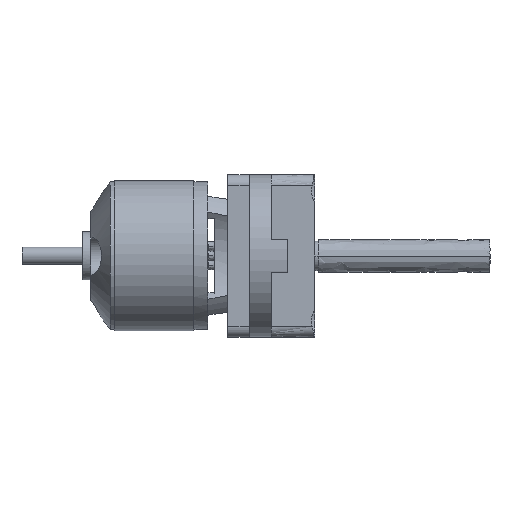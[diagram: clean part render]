
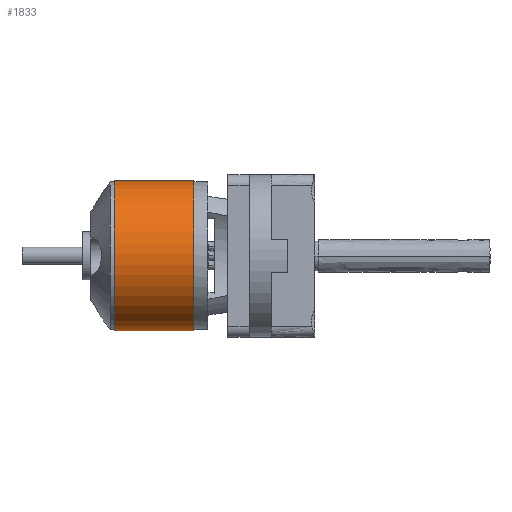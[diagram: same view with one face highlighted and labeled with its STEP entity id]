
A CAD part, front view. The second image highlights one B-rep face of the part: STEP entity #1833.
In plain terms, the highlighted free-form (B-spline) face has degree [2, 1] with [5, 2] control points.
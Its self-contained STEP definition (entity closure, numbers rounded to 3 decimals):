
#919 = VERTEX_POINT('',#920);
#920 = CARTESIAN_POINT('',(5.781,0.,
    -13.698));
#921 = VERTEX_POINT('',#922);
#922 = CARTESIAN_POINT('',(5.781,0.,
    13.698));
#930 = EDGE_CURVE('',#921,#931,#933,.T.);
#931 = VERTEX_POINT('',#932);
#932 = CARTESIAN_POINT('',(20.258,0.,
    13.698));
#933 = B_SPLINE_CURVE_WITH_KNOTS('',1,(#934,#935),.UNSPECIFIED.,.F.,.F.,
  (2,2),(-23.114,-8.484),.PIECEWISE_BEZIER_KNOTS.);
#934 = CARTESIAN_POINT('',(5.781,0.,
    13.698));
#935 = CARTESIAN_POINT('',(20.258,0.,
    13.698));
#938 = VERTEX_POINT('',#939);
#939 = CARTESIAN_POINT('',(20.258,0.,
    -13.698));
#947 = EDGE_CURVE('',#919,#938,#948,.T.);
#948 = B_SPLINE_CURVE_WITH_KNOTS('',1,(#949,#950),.UNSPECIFIED.,.F.,.F.,
  (2,2),(-23.114,-8.484),.PIECEWISE_BEZIER_KNOTS.);
#949 = CARTESIAN_POINT('',(5.781,0.,
    -13.698));
#950 = CARTESIAN_POINT('',(20.258,0.,
    -13.698));
#1821 = EDGE_CURVE('',#921,#919,#1822,.T.);
#1822 = ( BOUNDED_CURVE() B_SPLINE_CURVE(2,(#1823,#1824,#1825,#1826,
#1827),.UNSPECIFIED.,.F.,.F.) B_SPLINE_CURVE_WITH_KNOTS((3,2,3),(
    3.142,4.712,6.283),
.PIECEWISE_BEZIER_KNOTS.) CURVE() GEOMETRIC_REPRESENTATION_ITEM() 
RATIONAL_B_SPLINE_CURVE((1.,0.707,1.,0.707,1.)) 
REPRESENTATION_ITEM('') );
#1823 = CARTESIAN_POINT('',(5.781,0.,
    13.698));
#1824 = CARTESIAN_POINT('',(5.781,-13.698,
    13.698));
#1825 = CARTESIAN_POINT('',(5.781,-13.698,
    0.));
#1826 = CARTESIAN_POINT('',(5.781,-13.698,
    -13.698));
#1827 = CARTESIAN_POINT('',(5.781,0.,
    -13.698));
#1833 = ADVANCED_FACE('',(#1834),#1847,.T.);
#1834 = FACE_BOUND('',#1835,.T.);
#1835 = EDGE_LOOP('',(#1836,#1837,#1838,#1839));
#1836 = ORIENTED_EDGE('',*,*,#930,.F.);
#1837 = ORIENTED_EDGE('',*,*,#1821,.T.);
#1838 = ORIENTED_EDGE('',*,*,#947,.T.);
#1839 = ORIENTED_EDGE('',*,*,#1840,.F.);
#1840 = EDGE_CURVE('',#931,#938,#1841,.T.);
#1841 = ( BOUNDED_CURVE() B_SPLINE_CURVE(2,(#1842,#1843,#1844,#1845,
#1846),.UNSPECIFIED.,.F.,.F.) B_SPLINE_CURVE_WITH_KNOTS((3,2,3),(
    3.142,4.712,6.283),
.PIECEWISE_BEZIER_KNOTS.) CURVE() GEOMETRIC_REPRESENTATION_ITEM() 
RATIONAL_B_SPLINE_CURVE((1.,0.707,1.,0.707,1.)) 
REPRESENTATION_ITEM('') );
#1842 = CARTESIAN_POINT('',(20.258,0.,
    13.698));
#1843 = CARTESIAN_POINT('',(20.258,-13.698,
    13.698));
#1844 = CARTESIAN_POINT('',(20.258,-13.698,
    0.));
#1845 = CARTESIAN_POINT('',(20.258,-13.698,
    -13.698));
#1846 = CARTESIAN_POINT('',(20.258,0.,
    -13.698));
#1847 = ( BOUNDED_SURFACE() B_SPLINE_SURFACE(2,1,(
    (#1848,#1849)
    ,(#1850,#1851)
    ,(#1852,#1853)
    ,(#1854,#1855)
    ,(#1856,#1857
)),.UNSPECIFIED.,.F.,.F.,.F.) B_SPLINE_SURFACE_WITH_KNOTS((3,2,3),(2,2),
  (3.142,4.712,6.283),(-23.114,-8.484),
.PIECEWISE_BEZIER_KNOTS.) GEOMETRIC_REPRESENTATION_ITEM() 
RATIONAL_B_SPLINE_SURFACE((
    (1.,1.)
    ,(0.707,0.707)
    ,(1.,1.)
    ,(0.707,0.707)
,(1.,1.))) REPRESENTATION_ITEM('') SURFACE() );
#1848 = CARTESIAN_POINT('',(5.781,0.,
    13.698));
#1849 = CARTESIAN_POINT('',(20.258,0.,
    13.698));
#1850 = CARTESIAN_POINT('',(5.781,-13.698,
    13.698));
#1851 = CARTESIAN_POINT('',(20.258,-13.698,
    13.698));
#1852 = CARTESIAN_POINT('',(5.781,-13.698,
    0.));
#1853 = CARTESIAN_POINT('',(20.258,-13.698,
    0.));
#1854 = CARTESIAN_POINT('',(5.781,-13.698,
    -13.698));
#1855 = CARTESIAN_POINT('',(20.258,-13.698,
    -13.698));
#1856 = CARTESIAN_POINT('',(5.781,0.,
    -13.698));
#1857 = CARTESIAN_POINT('',(20.258,0.,
    -13.698));
